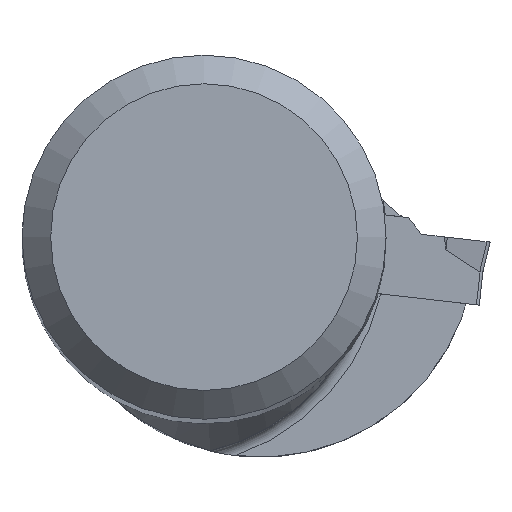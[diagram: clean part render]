
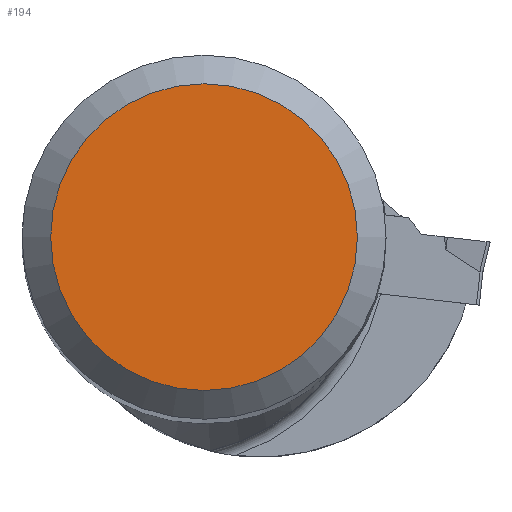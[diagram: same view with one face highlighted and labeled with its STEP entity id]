
A CAD part, top view. The second image highlights one B-rep face of the part: STEP entity #194.
In plain terms, the highlighted planar face has unit normal (0, 0, 1).
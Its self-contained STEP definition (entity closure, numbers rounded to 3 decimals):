
#194=ADVANCED_FACE('',(#298),#253,.F.);
#253=PLANE('',#1451);
#298=FACE_OUTER_BOUND('',#365,.T.);
#365=EDGE_LOOP('',(#542));
#434=CIRCLE('',#1450,10.7);
#542=ORIENTED_EDGE('',*,*,#1011,.T.);
#872=VERTEX_POINT('',#2115);
#1011=EDGE_CURVE('',#872,#872,#434,.T.);
#1450=AXIS2_PLACEMENT_3D('',#2114,#1631,#1632);
#1451=AXIS2_PLACEMENT_3D('',#2116,#1633,#1634);
#1631=DIRECTION('',(0.,0.,1.));
#1632=DIRECTION('',(0.,1.,0.));
#1633=DIRECTION('',(0.,0.,-1.));
#1634=DIRECTION('',(0.,1.,0.));
#2114=CARTESIAN_POINT('',(0.,0.,0.));
#2115=CARTESIAN_POINT('',(0.,10.7,0.));
#2116=CARTESIAN_POINT('',(0.,0.,0.));
